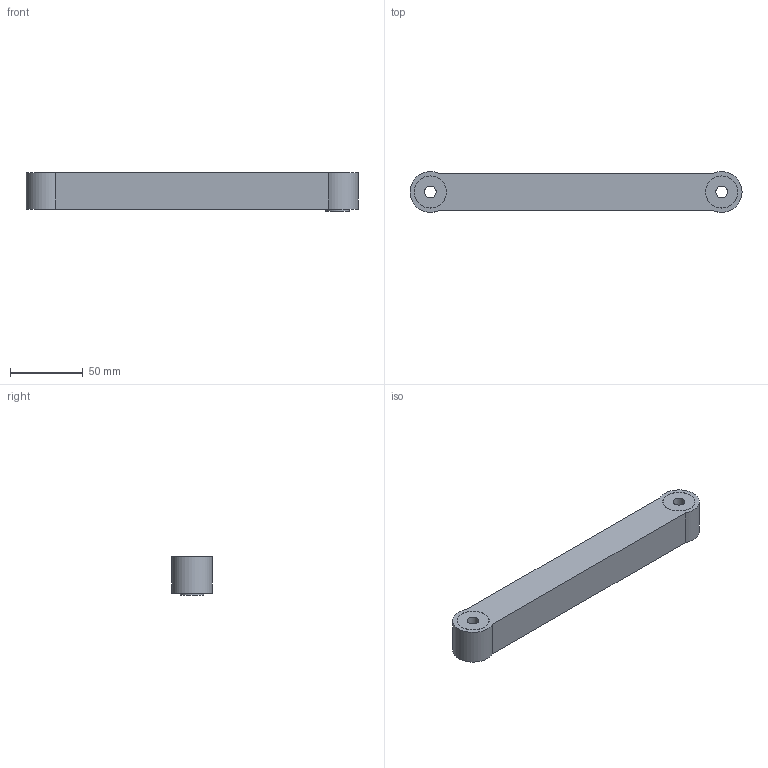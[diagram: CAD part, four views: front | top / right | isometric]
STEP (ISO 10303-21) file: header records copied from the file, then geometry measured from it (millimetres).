
FILE_DESCRIPTION((''),'2;1');
FILE_NAME('ARM ASSEMBLY.iam.step','2013-12-08T06:23:02',(''),(''),'Autodesk Inventor 2013','Autodesk Inventor 2013','');
FILE_SCHEMA(('AUTOMOTIVE_DESIGN { 1 0 10303 214 1 1 1 1 }'));
Length unit declared in the file: millimetre
Products named in the file (4): ARM ASSEMBLY; ARM; _608; M8 WASHER
Assembly tree (6 placements, depth 2):
  ARM ASSEMBLY
    ARM
    _608  x4
    M8 WASHER
Bounding box: 228 x 27.97 x 26.5 mm (x, y, z)
Volume: 135138.7 mm3; surface area: 31302.3 mm2
Topology: 6 solids, 6 shells, 36 faces, 62 edges, 40 vertices
Faces by surface type: cylinder 18, plane 16, cone 2
Full cylindrical faces by diameter (mm): 8 x4, 8.2 x1, 15.1 x2, 16 x1, 22 x4, 22.1 x4
Entity records: 699 total; most frequent: DIRECTION 124, CARTESIAN_POINT 94, ORIENTED_EDGE 64, AXIS2_PLACEMENT_3D 58, EDGE_LOOP 46, EDGE_CURVE 32, VERTEX_POINT 28, CIRCLE 24
